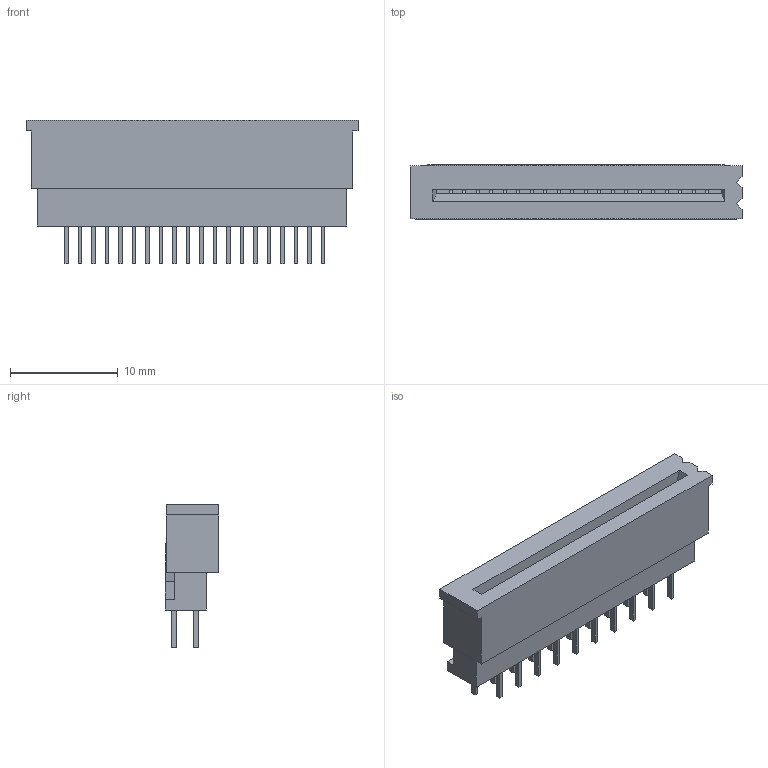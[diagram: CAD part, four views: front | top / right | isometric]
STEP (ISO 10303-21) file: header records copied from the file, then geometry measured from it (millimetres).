
FILE_DESCRIPTION((''),'2;1');
FILE_NAME('039532205','2018-04-25T',('ksrinivasara'),(''),'PRO/ENGINEER BY PARAMETRIC TECHNOLOGY CORPORATION, 2012310','PRO/ENGINEER BY PARAMETRIC TECHNOLOGY CORPORATION, 2012310','');
FILE_SCHEMA(('CONFIG_CONTROL_DESIGN'));
Length unit declared in the file: millimetre
Products named in the file (1): 039532205
Bounding box: 30.75 x 5 x 13.3 mm (x, y, z)
Volume: 987.1 mm3; surface area: 1929.6 mm2
Topology: 1 solids, 1 shells, 537 faces, 1439 edges, 954 vertices
Faces by surface type: plane 517, cylinder 20
Entity records: 16516 total; most frequent: CARTESIAN_POINT 2891, ORIENTED_EDGE 2798, DIRECTION 2595, EDGE_CURVE 1399, VECTOR 1359, LINE 1359, VERTEX_POINT 914, EDGE_LOOP 639
